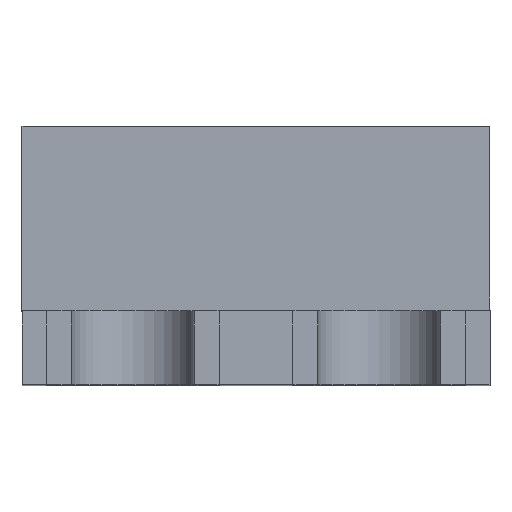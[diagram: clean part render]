
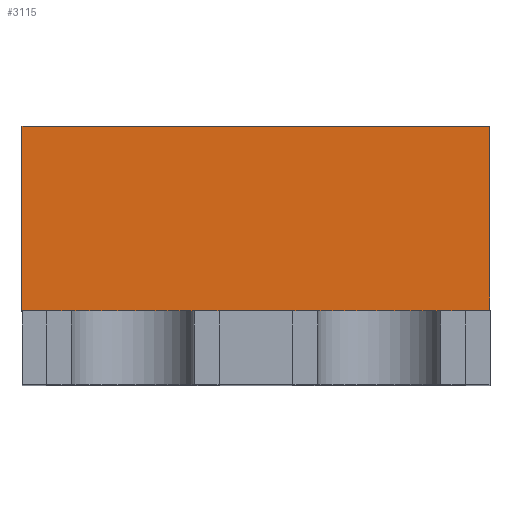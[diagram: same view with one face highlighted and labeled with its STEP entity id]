
A CAD part, top view. The second image highlights one B-rep face of the part: STEP entity #3115.
In plain terms, the highlighted planar face has unit normal (0, 0, 1).
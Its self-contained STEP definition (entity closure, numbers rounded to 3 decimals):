
#3115 = ADVANCED_FACE('',(#3116),#3130,.F.);
#3116 = FACE_BOUND('',#3117,.F.);
#3117 = EDGE_LOOP('',(#3118,#3153,#3181,#3209));
#3118 = ORIENTED_EDGE('',*,*,#3119,.T.);
#3119 = EDGE_CURVE('',#3120,#3122,#3124,.T.);
#3120 = VERTEX_POINT('',#3121);
#3121 = CARTESIAN_POINT('',(-0.95,0.3,0.6));
#3122 = VERTEX_POINT('',#3123);
#3123 = CARTESIAN_POINT('',(-0.95,1.05,0.6));
#3124 = SURFACE_CURVE('',#3125,(#3129,#3141),.PCURVE_S1.);
#3125 = LINE('',#3126,#3127);
#3126 = CARTESIAN_POINT('',(-0.95,0.3,0.6));
#3127 = VECTOR('',#3128,1.);
#3128 = DIRECTION('',(0.,1.,0.));
#3129 = PCURVE('',#3130,#3135);
#3130 = PLANE('',#3131);
#3131 = AXIS2_PLACEMENT_3D('',#3132,#3133,#3134);
#3132 = CARTESIAN_POINT('',(-0.95,0.3,0.6));
#3133 = DIRECTION('',(0.,0.,-1.));
#3134 = DIRECTION('',(1.,0.,0.));
#3135 = DEFINITIONAL_REPRESENTATION('',(#3136),#3140);
#3136 = LINE('',#3137,#3138);
#3137 = CARTESIAN_POINT('',(0.,0.));
#3138 = VECTOR('',#3139,1.);
#3139 = DIRECTION('',(0.,-1.));
#3140 = ( GEOMETRIC_REPRESENTATION_CONTEXT(2) 
PARAMETRIC_REPRESENTATION_CONTEXT() REPRESENTATION_CONTEXT('2D SPACE',''
  ) );
#3141 = PCURVE('',#3142,#3147);
#3142 = PLANE('',#3143);
#3143 = AXIS2_PLACEMENT_3D('',#3144,#3145,#3146);
#3144 = CARTESIAN_POINT('',(-0.95,0.3,-0.6));
#3145 = DIRECTION('',(1.,0.,0.));
#3146 = DIRECTION('',(0.,0.,1.));
#3147 = DEFINITIONAL_REPRESENTATION('',(#3148),#3152);
#3148 = LINE('',#3149,#3150);
#3149 = CARTESIAN_POINT('',(1.2,0.));
#3150 = VECTOR('',#3151,1.);
#3151 = DIRECTION('',(0.,-1.));
#3152 = ( GEOMETRIC_REPRESENTATION_CONTEXT(2) 
PARAMETRIC_REPRESENTATION_CONTEXT() REPRESENTATION_CONTEXT('2D SPACE',''
  ) );
#3153 = ORIENTED_EDGE('',*,*,#3154,.T.);
#3154 = EDGE_CURVE('',#3122,#3155,#3157,.T.);
#3155 = VERTEX_POINT('',#3156);
#3156 = CARTESIAN_POINT('',(0.95,1.05,0.6));
#3157 = SURFACE_CURVE('',#3158,(#3162,#3169),.PCURVE_S1.);
#3158 = LINE('',#3159,#3160);
#3159 = CARTESIAN_POINT('',(-0.95,1.05,0.6));
#3160 = VECTOR('',#3161,1.);
#3161 = DIRECTION('',(1.,0.,0.));
#3162 = PCURVE('',#3130,#3163);
#3163 = DEFINITIONAL_REPRESENTATION('',(#3164),#3168);
#3164 = LINE('',#3165,#3166);
#3165 = CARTESIAN_POINT('',(0.,-0.75));
#3166 = VECTOR('',#3167,1.);
#3167 = DIRECTION('',(1.,0.));
#3168 = ( GEOMETRIC_REPRESENTATION_CONTEXT(2) 
PARAMETRIC_REPRESENTATION_CONTEXT() REPRESENTATION_CONTEXT('2D SPACE',''
  ) );
#3169 = PCURVE('',#3170,#3175);
#3170 = PLANE('',#3171);
#3171 = AXIS2_PLACEMENT_3D('',#3172,#3173,#3174);
#3172 = CARTESIAN_POINT('',(0.,1.05,0.)
  );
#3173 = DIRECTION('',(0.,1.,0.));
#3174 = DIRECTION('',(0.,0.,1.));
#3175 = DEFINITIONAL_REPRESENTATION('',(#3176),#3180);
#3176 = LINE('',#3177,#3178);
#3177 = CARTESIAN_POINT('',(0.6,-0.95));
#3178 = VECTOR('',#3179,1.);
#3179 = DIRECTION('',(0.,1.));
#3180 = ( GEOMETRIC_REPRESENTATION_CONTEXT(2) 
PARAMETRIC_REPRESENTATION_CONTEXT() REPRESENTATION_CONTEXT('2D SPACE',''
  ) );
#3181 = ORIENTED_EDGE('',*,*,#3182,.F.);
#3182 = EDGE_CURVE('',#3183,#3155,#3185,.T.);
#3183 = VERTEX_POINT('',#3184);
#3184 = CARTESIAN_POINT('',(0.95,0.3,0.6));
#3185 = SURFACE_CURVE('',#3186,(#3190,#3197),.PCURVE_S1.);
#3186 = LINE('',#3187,#3188);
#3187 = CARTESIAN_POINT('',(0.95,0.3,0.6));
#3188 = VECTOR('',#3189,1.);
#3189 = DIRECTION('',(0.,1.,0.));
#3190 = PCURVE('',#3130,#3191);
#3191 = DEFINITIONAL_REPRESENTATION('',(#3192),#3196);
#3192 = LINE('',#3193,#3194);
#3193 = CARTESIAN_POINT('',(1.9,0.));
#3194 = VECTOR('',#3195,1.);
#3195 = DIRECTION('',(0.,-1.));
#3196 = ( GEOMETRIC_REPRESENTATION_CONTEXT(2) 
PARAMETRIC_REPRESENTATION_CONTEXT() REPRESENTATION_CONTEXT('2D SPACE',''
  ) );
#3197 = PCURVE('',#3198,#3203);
#3198 = PLANE('',#3199);
#3199 = AXIS2_PLACEMENT_3D('',#3200,#3201,#3202);
#3200 = CARTESIAN_POINT('',(0.95,0.3,0.6));
#3201 = DIRECTION('',(-1.,0.,0.));
#3202 = DIRECTION('',(0.,0.,-1.));
#3203 = DEFINITIONAL_REPRESENTATION('',(#3204),#3208);
#3204 = LINE('',#3205,#3206);
#3205 = CARTESIAN_POINT('',(0.,0.));
#3206 = VECTOR('',#3207,1.);
#3207 = DIRECTION('',(0.,-1.));
#3208 = ( GEOMETRIC_REPRESENTATION_CONTEXT(2) 
PARAMETRIC_REPRESENTATION_CONTEXT() REPRESENTATION_CONTEXT('2D SPACE',''
  ) );
#3209 = ORIENTED_EDGE('',*,*,#3210,.F.);
#3210 = EDGE_CURVE('',#3120,#3183,#3211,.T.);
#3211 = SURFACE_CURVE('',#3212,(#3216,#3223),.PCURVE_S1.);
#3212 = LINE('',#3213,#3214);
#3213 = CARTESIAN_POINT('',(-0.95,0.3,0.6));
#3214 = VECTOR('',#3215,1.);
#3215 = DIRECTION('',(1.,0.,0.));
#3216 = PCURVE('',#3130,#3217);
#3217 = DEFINITIONAL_REPRESENTATION('',(#3218),#3222);
#3218 = LINE('',#3219,#3220);
#3219 = CARTESIAN_POINT('',(0.,0.));
#3220 = VECTOR('',#3221,1.);
#3221 = DIRECTION('',(1.,0.));
#3222 = ( GEOMETRIC_REPRESENTATION_CONTEXT(2) 
PARAMETRIC_REPRESENTATION_CONTEXT() REPRESENTATION_CONTEXT('2D SPACE',''
  ) );
#3223 = PCURVE('',#3224,#3229);
#3224 = PLANE('',#3225);
#3225 = AXIS2_PLACEMENT_3D('',#3226,#3227,#3228);
#3226 = CARTESIAN_POINT('',(0.,0.3,0.));
#3227 = DIRECTION('',(0.,1.,0.));
#3228 = DIRECTION('',(0.,0.,1.));
#3229 = DEFINITIONAL_REPRESENTATION('',(#3230),#3234);
#3230 = LINE('',#3231,#3232);
#3231 = CARTESIAN_POINT('',(0.6,-0.95));
#3232 = VECTOR('',#3233,1.);
#3233 = DIRECTION('',(0.,1.));
#3234 = ( GEOMETRIC_REPRESENTATION_CONTEXT(2) 
PARAMETRIC_REPRESENTATION_CONTEXT() REPRESENTATION_CONTEXT('2D SPACE',''
  ) );
